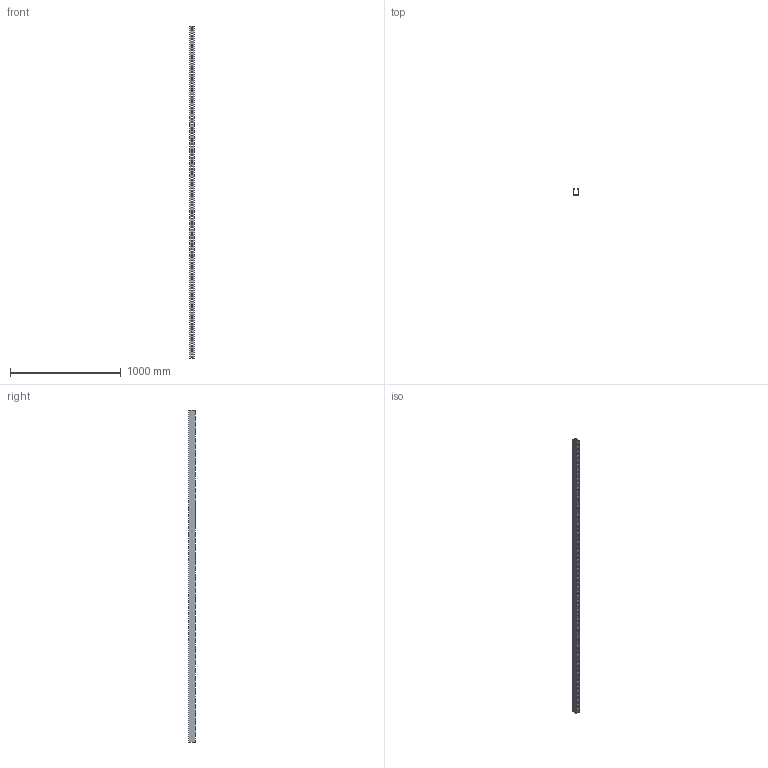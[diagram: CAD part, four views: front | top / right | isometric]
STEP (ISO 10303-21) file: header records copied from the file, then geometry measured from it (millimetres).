
FILE_DESCRIPTION (( 'STEP AP214' ), '1' );
FILE_NAME ('T021-823 41x62mm 3m Heavy Slotted PG Channel.STEP', '2024-08-30T10:01:43', ( '' ), ( '' ), 'SwSTEP 2.0', 'SolidWorks 2024', '' );
FILE_SCHEMA (( 'AUTOMOTIVE_DESIGN' ));
Length unit declared in the file: millimetre
Products named in the file (1): T021-823 41x62mm 3m Heavy Slotted PG Channel
Bounding box: 41.5 x 62 x 3000 mm (x, y, z)
Volume: 1307116.6 mm3; surface area: 1072397 mm2
Topology: 1 solids, 1 shells, 264 faces, 786 edges, 524 vertices
Faces by surface type: plane 138, cylinder 126
Entity records: 9185 total; most frequent: CARTESIAN_POINT 1575, ORIENTED_EDGE 1572, DIRECTION 1568, EDGE_CURVE 786, LINE 534, VECTOR 534, VERTEX_POINT 524, AXIS2_PLACEMENT_3D 517
